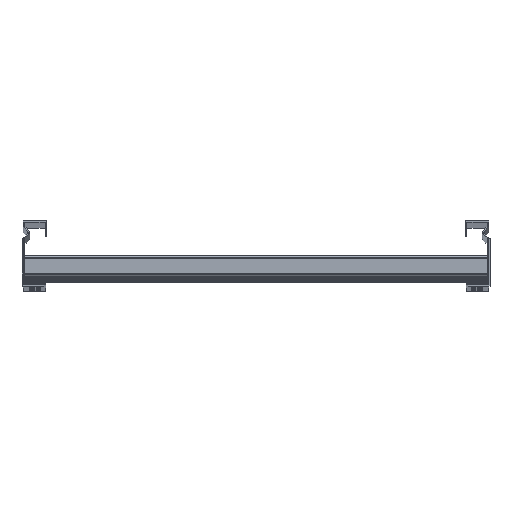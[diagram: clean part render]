
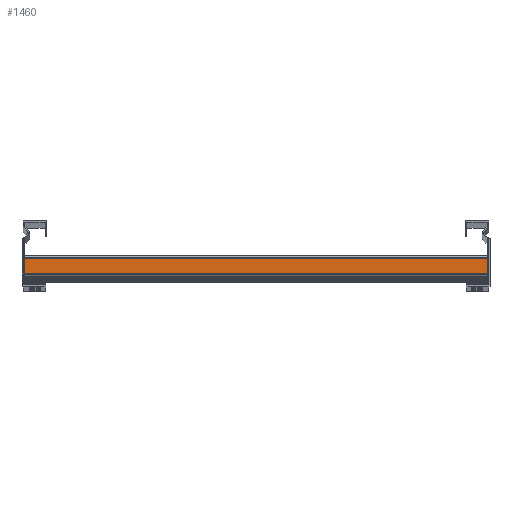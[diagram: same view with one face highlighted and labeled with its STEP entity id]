
A CAD part, top view. The second image highlights one B-rep face of the part: STEP entity #1460.
In plain terms, the highlighted face is planar.
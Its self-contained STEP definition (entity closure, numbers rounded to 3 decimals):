
#220 = ORIENTED_EDGE ( 'NONE', *, *, #7718, .F. ) ;
#761 = EDGE_LOOP ( 'NONE', ( #9467, #220, #4239, #9327 ) ) ;
#774 = DIRECTION ( 'NONE',  ( 1., 0., 0. ) ) ;
#842 = CARTESIAN_POINT ( 'NONE',  ( 18., 18., 199. ) ) ;
#1147 = LINE ( 'NONE', #5705, #7547 ) ;
#1185 = CARTESIAN_POINT ( 'NONE',  ( 18., 18., -199. ) ) ;
#1460 = ADVANCED_FACE ( 'NONE', ( #9955 ), #10199, .T. ) ;
#1513 = DIRECTION ( 'NONE',  ( 0., 0., -1. ) ) ;
#2279 = DIRECTION ( 'NONE',  ( 0., 0., -1. ) ) ;
#2447 = LINE ( 'NONE', #5197, #8499 ) ;
#3859 = LINE ( 'NONE', #5396, #3980 ) ;
#3980 = VECTOR ( 'NONE', #2279, 1000. ) ;
#4239 = ORIENTED_EDGE ( 'NONE', *, *, #6691, .T. ) ;
#4281 = VERTEX_POINT ( 'NONE', #6720 ) ;
#4424 = CARTESIAN_POINT ( 'NONE',  ( 18., 15.5, -199. ) ) ;
#5197 = CARTESIAN_POINT ( 'NONE',  ( 18., 18., 199. ) ) ;
#5396 = CARTESIAN_POINT ( 'NONE',  ( 18., 2.5, 199. ) ) ;
#5418 = CARTESIAN_POINT ( 'NONE',  ( 18., 15.5, 199. ) ) ;
#5455 = VERTEX_POINT ( 'NONE', #8417 ) ;
#5705 = CARTESIAN_POINT ( 'NONE',  ( 18., 15.5, 199. ) ) ;
#6369 = AXIS2_PLACEMENT_3D ( 'NONE', #842, #774, #1513 ) ;
#6589 = VECTOR ( 'NONE', #6711, 1000. ) ;
#6642 = VERTEX_POINT ( 'NONE', #4424 ) ;
#6691 = EDGE_CURVE ( 'NONE', #9706, #4281, #2447, .T. ) ;
#6711 = DIRECTION ( 'NONE',  ( 0., -1., 0. ) ) ;
#6720 = CARTESIAN_POINT ( 'NONE',  ( 18., 2.5, 199. ) ) ;
#7510 = EDGE_CURVE ( 'NONE', #4281, #5455, #3859, .T. ) ;
#7547 = VECTOR ( 'NONE', #8086, 1000. ) ;
#7571 = DIRECTION ( 'NONE',  ( 0., -1., 0. ) ) ;
#7718 = EDGE_CURVE ( 'NONE', #9706, #6642, #1147, .T. ) ;
#7896 = EDGE_CURVE ( 'NONE', #6642, #5455, #8073, .T. ) ;
#8073 = LINE ( 'NONE', #1185, #6589 ) ;
#8086 = DIRECTION ( 'NONE',  ( 0., 0., -1. ) ) ;
#8417 = CARTESIAN_POINT ( 'NONE',  ( 18., 2.5, -199. ) ) ;
#8499 = VECTOR ( 'NONE', #7571, 1000. ) ;
#9327 = ORIENTED_EDGE ( 'NONE', *, *, #7510, .T. ) ;
#9467 = ORIENTED_EDGE ( 'NONE', *, *, #7896, .F. ) ;
#9706 = VERTEX_POINT ( 'NONE', #5418 ) ;
#9955 = FACE_OUTER_BOUND ( 'NONE', #761, .T. ) ;
#10199 = PLANE ( 'NONE',  #6369 ) ;
